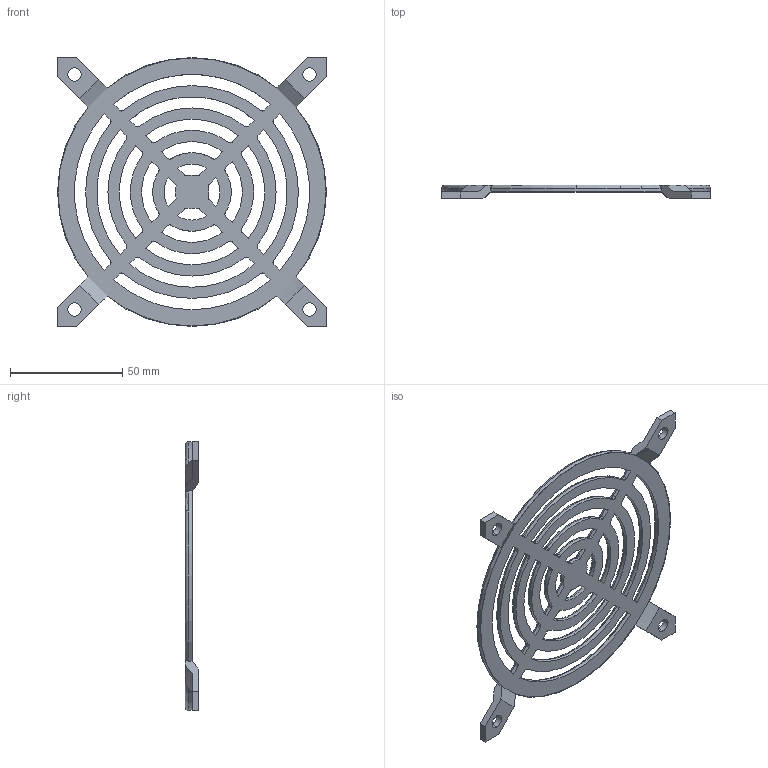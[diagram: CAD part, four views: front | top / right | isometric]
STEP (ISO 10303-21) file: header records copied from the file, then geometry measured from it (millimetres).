
FILE_DESCRIPTION (( 'STEP AP203' ), '1' );
FILE_NAME ('120mmfangrill.STEP', '2016-05-17T13:07:49', ( '砐錪賧瘔蠈錪 Windows' ), ( '' ), 'SwSTEP 2.0', 'SolidWorks 2015', '' );
FILE_SCHEMA (( 'CONFIG_CONTROL_DESIGN' ));
Length unit declared in the file: millimetre
Products named in the file (1): 120mmfangrill
Bounding box: 120 x 6 x 120 mm (x, y, z)
Volume: 23919.4 mm3; surface area: 22587.3 mm2
Topology: 1 solids, 1 shells, 326 faces, 853 edges, 529 vertices
Faces by surface type: cylinder 151, torus 103, plane 66, cone 6
Entity records: 10690 total; most frequent: CARTESIAN_POINT 2255, DIRECTION 1899, ORIENTED_EDGE 1706, EDGE_CURVE 853, AXIS2_PLACEMENT_3D 785, VERTEX_POINT 529, CIRCLE 458, EDGE_LOOP 374
